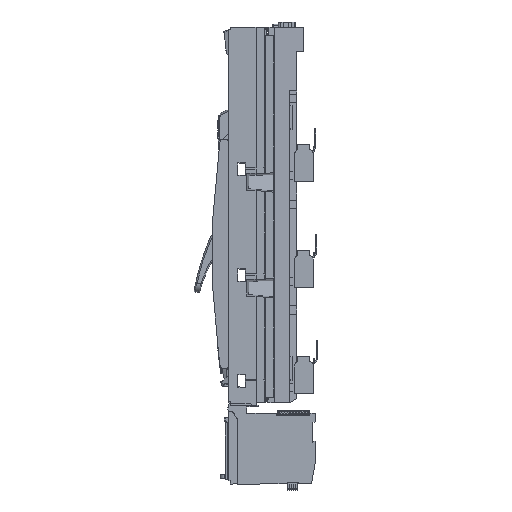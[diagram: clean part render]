
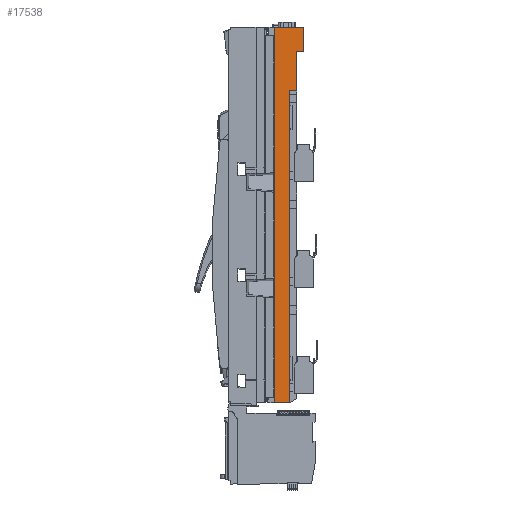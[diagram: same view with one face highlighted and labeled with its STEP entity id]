
A CAD part, left-side view. The second image highlights one B-rep face of the part: STEP entity #17538.
In plain terms, the highlighted planar face has unit normal (-1, -0.009, 0).
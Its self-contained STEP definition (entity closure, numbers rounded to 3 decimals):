
#11640=CARTESIAN_POINT('',(2.022,19.837,3.723));
#11641=CARTESIAN_POINT('',(2.021,20.015,3.721));
#11642=CARTESIAN_POINT('',(2.019,20.192,3.722));
#11643=CARTESIAN_POINT('',(2.017,20.369,3.721));
#11648=DIRECTION('',(0.,0.,-1.));
#11649=VECTOR('',#11648,21.468);
#11650=CARTESIAN_POINT('',(2.017,20.369,3.721));
#11651=LINE('',#11650,#11649);
#11655=DIRECTION('',(-0.009,1.,-0.009));
#11656=VECTOR('',#11655,1.043);
#11657=CARTESIAN_POINT('',(2.017,20.369,
-17.748));
#11658=LINE('',#11657,#11656);
#11662=DIRECTION('',(0.,0.,1.));
#11663=VECTOR('',#11662,25.866);
#11664=CARTESIAN_POINT('',(2.008,21.412,
-17.757));
#11665=LINE('',#11664,#11663);
#11669=DIRECTION('',(0.009,-1.,-0.009));
#11670=VECTOR('',#11669,2.047);
#11671=CARTESIAN_POINT('',(2.008,21.412,8.109));
#11672=LINE('',#11671,#11670);
#11683=DIRECTION('',(0.009,-1.,0.004));
#11684=VECTOR('',#11683,0.472);
#11685=CARTESIAN_POINT('',(2.022,19.837,6.434));
#11686=LINE('',#11685,#11684);
#11718=DIRECTION('',(0.,0.,1.));
#11719=VECTOR('',#11718,2.711);
#11720=CARTESIAN_POINT('',(2.022,19.837,3.723));
#11721=LINE('',#11720,#11719);
#16601=DIRECTION('',(0.,0.,1.));
#16602=VECTOR('',#16601,1.655);
#16603=CARTESIAN_POINT('',(2.026,19.365,6.437));
#16604=LINE('',#16603,#16602);
#16615=CARTESIAN_POINT('',(2.008,21.412,
-17.757));
#16616=CARTESIAN_POINT('',(2.008,21.412,8.109));
#16617=VERTEX_POINT('',#16615);
#16618=VERTEX_POINT('',#16616);
#16619=CARTESIAN_POINT('',(2.026,19.365,8.092));
#16620=VERTEX_POINT('',#16619);
#16743=CARTESIAN_POINT('',(2.022,19.837,6.434));
#16744=CARTESIAN_POINT('',(2.026,19.365,6.437));
#16745=VERTEX_POINT('',#16743);
#16746=VERTEX_POINT('',#16744);
#16747=CARTESIAN_POINT('',(2.022,19.837,3.723));
#16748=VERTEX_POINT('',#16747);
#16749=VERTEX_POINT('',#11643);
#16750=CARTESIAN_POINT('',(2.017,20.369,
-17.748));
#16751=VERTEX_POINT('',#16750);
#17515=CARTESIAN_POINT('',(2.022,19.821,8.05));
#17516=DIRECTION('',(1.,0.009,0.));
#17517=DIRECTION('',(0.,0.,-1.));
#17518=AXIS2_PLACEMENT_3D('',#17515,#17516,#17517);
#17519=PLANE('',#17518);
#17521=ORIENTED_EDGE('',*,*,#17520,.F.);
#17523=ORIENTED_EDGE('',*,*,#17522,.F.);
#17525=ORIENTED_EDGE('',*,*,#17524,.T.);
#17527=ORIENTED_EDGE('',*,*,#17526,.T.);
#17529=ORIENTED_EDGE('',*,*,#17528,.T.);
#17531=ORIENTED_EDGE('',*,*,#17530,.T.);
#17533=ORIENTED_EDGE('',*,*,#17532,.T.);
#17535=ORIENTED_EDGE('',*,*,#17534,.F.);
#17536=EDGE_LOOP('',(#17521,#17523,#17525,#17527,#17529,#17531,#17533,#17535));
#17537=FACE_OUTER_BOUND('',#17536,.F.);
#11644=B_SPLINE_CURVE_WITH_KNOTS('',3,(#11640,#11641,#11642,#11643),
.UNSPECIFIED.,.F.,.F.,(4,4),(0.,1.),.UNSPECIFIED.);
#17520=EDGE_CURVE('',#16745,#16746,#11686,.T.);
#17522=EDGE_CURVE('',#16748,#16745,#11721,.T.);
#17524=EDGE_CURVE('',#16748,#16749,#11644,.T.);
#17526=EDGE_CURVE('',#16749,#16751,#11651,.T.);
#17528=EDGE_CURVE('',#16751,#16617,#11658,.T.);
#17530=EDGE_CURVE('',#16617,#16618,#11665,.T.);
#17532=EDGE_CURVE('',#16618,#16620,#11672,.T.);
#17534=EDGE_CURVE('',#16746,#16620,#16604,.T.);
#17538=ADVANCED_FACE('',(#17537),#17519,.F.);
